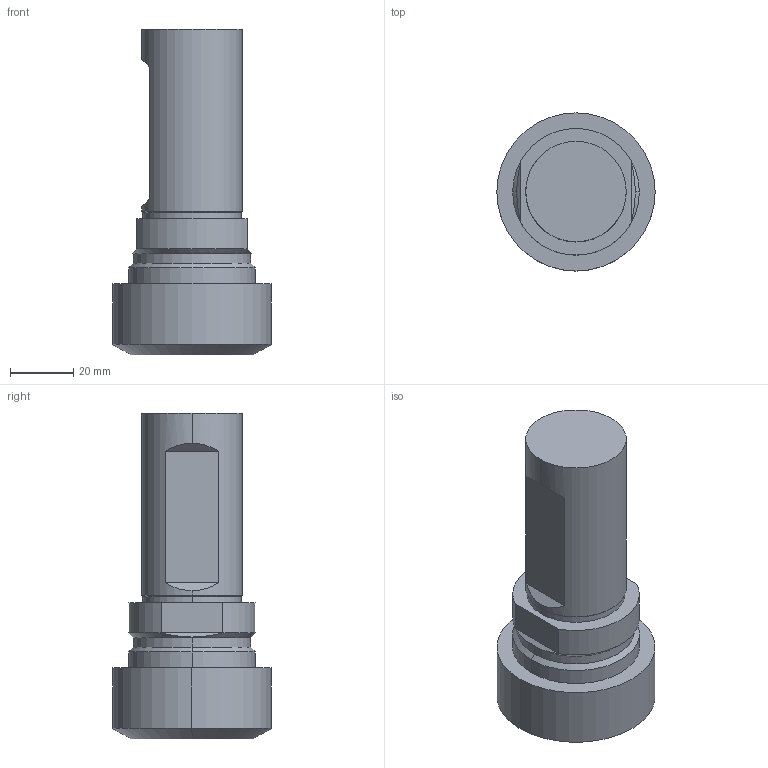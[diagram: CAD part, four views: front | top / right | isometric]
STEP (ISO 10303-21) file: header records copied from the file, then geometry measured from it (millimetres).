
FILE_DESCRIPTION (( 'STEP AP203' ), '1' );
FILE_NAME ('STP-04784.STEP', '2018-02-02T03:04:54', ( '' ), ( '' ), 'SwSTEP 2.0', 'SolidWorks 2015', '' );
FILE_SCHEMA (( 'CONFIG_CONTROL_DESIGN' ));
Length unit declared in the file: millimetre
Products named in the file (1): STP-04784
Bounding box: 50 x 50 x 103 mm (x, y, z)
Volume: 100692.1 mm3; surface area: 18190.2 mm2
Topology: 1 solids, 1 shells, 34 faces, 71 edges, 42 vertices
Faces by surface type: cylinder 14, plane 12, cone 8
Entity records: 982 total; most frequent: CARTESIAN_POINT 176, DIRECTION 163, ORIENTED_EDGE 142, EDGE_CURVE 71, AXIS2_PLACEMENT_3D 65, VERTEX_POINT 42, EDGE_LOOP 37, FACE_OUTER_BOUND 34
